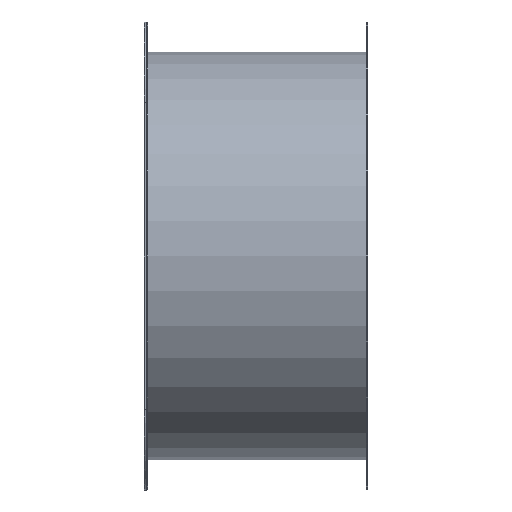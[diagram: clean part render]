
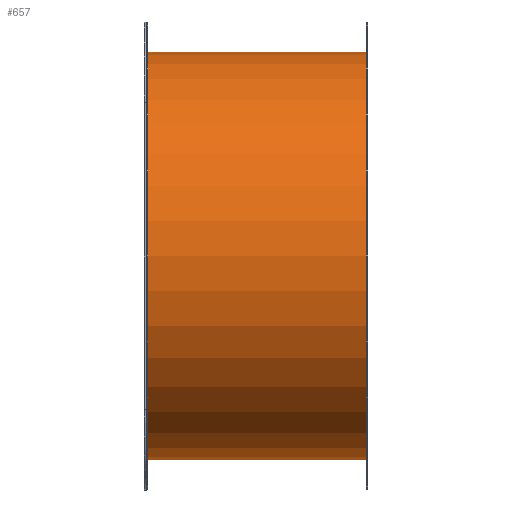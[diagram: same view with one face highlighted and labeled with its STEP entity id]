
A CAD part, left-side view. The second image highlights one B-rep face of the part: STEP entity #657.
In plain terms, the highlighted cylindrical face has radius 202.5 mm (diameter 405 mm), a partial arc.
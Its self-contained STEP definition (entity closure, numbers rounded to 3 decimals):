
#28 = CARTESIAN_POINT ( 'NONE',  ( 0., -108.5, 0. ) ) ;
#78 = AXIS2_PLACEMENT_3D ( 'NONE', #28, #2451, #2275 ) ;
#141 = LINE ( 'NONE', #1575, #2079 ) ;
#238 = DIRECTION ( 'NONE',  ( 0., 0., 1. ) ) ;
#394 = CARTESIAN_POINT ( 'NONE',  ( 0., 108.5, -202.5 ) ) ;
#487 = VECTOR ( 'NONE', #1712, 1000. ) ;
#498 = AXIS2_PLACEMENT_3D ( 'NONE', #2005, #1191, #2410 ) ;
#499 = ORIENTED_EDGE ( 'NONE', *, *, #2348, .F. ) ;
#657 = ADVANCED_FACE ( 'NONE', ( #1176 ), #2527, .T. ) ;
#659 = EDGE_CURVE ( 'NONE', #2064, #926, #141, .T. ) ;
#661 = CARTESIAN_POINT ( 'NONE',  ( 0., 108.5, 202.5 ) ) ;
#855 = DIRECTION ( 'NONE',  ( 0., 1., 0. ) ) ;
#926 = VERTEX_POINT ( 'NONE', #661 ) ;
#1089 = CIRCLE ( 'NONE', #78, 202.5 ) ;
#1092 = LINE ( 'NONE', #1938, #487 ) ;
#1095 = CARTESIAN_POINT ( 'NONE',  ( 0., -108.5, -202.5 ) ) ;
#1176 = FACE_OUTER_BOUND ( 'NONE', #1366, .T. ) ;
#1191 = DIRECTION ( 'NONE',  ( 0., 1., 0. ) ) ;
#1340 = VERTEX_POINT ( 'NONE', #394 ) ;
#1362 = EDGE_CURVE ( 'NONE', #1791, #2064, #1089, .T. ) ;
#1366 = EDGE_LOOP ( 'NONE', ( #499, #1470, #1821, #1681 ) ) ;
#1470 = ORIENTED_EDGE ( 'NONE', *, *, #1362, .T. ) ;
#1575 = CARTESIAN_POINT ( 'NONE',  ( 0., 0., 202.5 ) ) ;
#1681 = ORIENTED_EDGE ( 'NONE', *, *, #2151, .F. ) ;
#1712 = DIRECTION ( 'NONE',  ( 0., 1., 0. ) ) ;
#1791 = VERTEX_POINT ( 'NONE', #1095 ) ;
#1821 = ORIENTED_EDGE ( 'NONE', *, *, #659, .T. ) ;
#1938 = CARTESIAN_POINT ( 'NONE',  ( 0., 0., -202.5 ) ) ;
#1971 = AXIS2_PLACEMENT_3D ( 'NONE', #2065, #2285, #238 ) ;
#2005 = CARTESIAN_POINT ( 'NONE',  ( 0., 0., 0. ) ) ;
#2011 = CARTESIAN_POINT ( 'NONE',  ( 0., -108.5, 202.5 ) ) ;
#2064 = VERTEX_POINT ( 'NONE', #2011 ) ;
#2065 = CARTESIAN_POINT ( 'NONE',  ( 0., 108.5, 0. ) ) ;
#2079 = VECTOR ( 'NONE', #855, 1000. ) ;
#2151 = EDGE_CURVE ( 'NONE', #1340, #926, #2271, .T. ) ;
#2271 = CIRCLE ( 'NONE', #1971, 202.5 ) ;
#2275 = DIRECTION ( 'NONE',  ( 0., 0., 1. ) ) ;
#2285 = DIRECTION ( 'NONE',  ( 0., 1., 0. ) ) ;
#2348 = EDGE_CURVE ( 'NONE', #1791, #1340, #1092, .T. ) ;
#2410 = DIRECTION ( 'NONE',  ( 0., 0., 1. ) ) ;
#2451 = DIRECTION ( 'NONE',  ( 0., 1., 0. ) ) ;
#2527 = CYLINDRICAL_SURFACE ( 'NONE', #498, 202.5 ) ;
